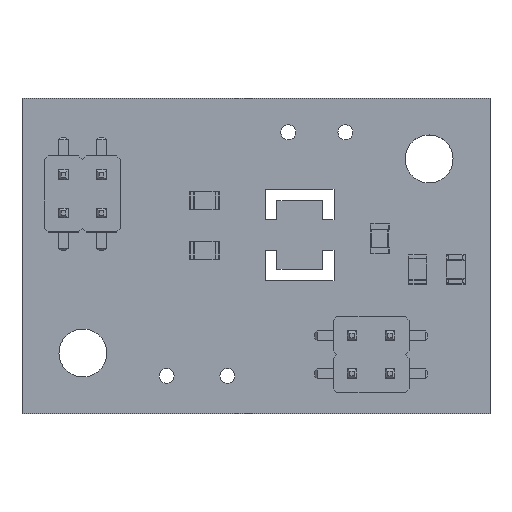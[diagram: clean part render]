
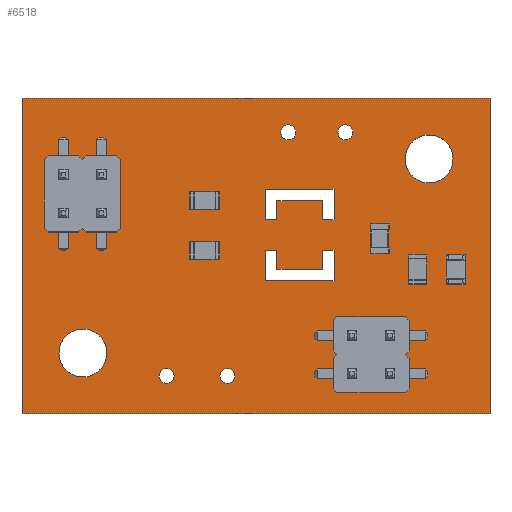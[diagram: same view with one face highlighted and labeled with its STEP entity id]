
A CAD part, top view. The second image highlights one B-rep face of the part: STEP entity #6518.
In plain terms, the highlighted planar face has unit normal (0, 0, 1).
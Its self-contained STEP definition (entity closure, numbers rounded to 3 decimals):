
#6208 = VERTEX_POINT('',#6209);
#6209 = CARTESIAN_POINT('',(138.938,-74.676,1.6));
#6215 = EDGE_CURVE('',#6208,#6216,#6218,.T.);
#6216 = VERTEX_POINT('',#6217);
#6217 = CARTESIAN_POINT('',(107.696,-74.676,1.6));
#6218 = LINE('',#6219,#6220);
#6219 = CARTESIAN_POINT('',(138.938,-74.676,1.6));
#6220 = VECTOR('',#6221,1.);
#6221 = DIRECTION('',(-1.,0.,0.));
#6248 = VERTEX_POINT('',#6249);
#6249 = CARTESIAN_POINT('',(138.938,-53.594,1.6));
#6255 = EDGE_CURVE('',#6248,#6208,#6256,.T.);
#6256 = LINE('',#6257,#6258);
#6257 = CARTESIAN_POINT('',(138.938,-53.594,1.6));
#6258 = VECTOR('',#6259,1.);
#6259 = DIRECTION('',(0.,-1.,0.));
#6277 = EDGE_CURVE('',#6216,#6278,#6280,.T.);
#6278 = VERTEX_POINT('',#6279);
#6279 = CARTESIAN_POINT('',(107.696,-53.594,1.6));
#6280 = LINE('',#6281,#6282);
#6281 = CARTESIAN_POINT('',(107.696,-74.676,1.6));
#6282 = VECTOR('',#6283,1.);
#6283 = DIRECTION('',(0.,1.,0.));
#6518 = ADVANCED_FACE('',(#6519,#6530,#6541,#6552,#6563,#6629,#6695,
    #6706,#6717),#6728,.T.);
#6519 = FACE_BOUND('',#6520,.T.);
#6520 = EDGE_LOOP('',(#6521,#6522,#6523,#6529));
#6521 = ORIENTED_EDGE('',*,*,#6215,.F.);
#6522 = ORIENTED_EDGE('',*,*,#6255,.F.);
#6523 = ORIENTED_EDGE('',*,*,#6524,.F.);
#6524 = EDGE_CURVE('',#6278,#6248,#6525,.T.);
#6525 = LINE('',#6526,#6527);
#6526 = CARTESIAN_POINT('',(107.696,-53.594,1.6));
#6527 = VECTOR('',#6528,1.);
#6528 = DIRECTION('',(1.,0.,0.));
#6529 = ORIENTED_EDGE('',*,*,#6277,.F.);
#6530 = FACE_BOUND('',#6531,.T.);
#6531 = EDGE_LOOP('',(#6532));
#6532 = ORIENTED_EDGE('',*,*,#6533,.T.);
#6533 = EDGE_CURVE('',#6534,#6534,#6536,.T.);
#6534 = VERTEX_POINT('',#6535);
#6535 = CARTESIAN_POINT('',(111.76,-72.212,1.6));
#6536 = CIRCLE('',#6537,1.6);
#6537 = AXIS2_PLACEMENT_3D('',#6538,#6539,#6540);
#6538 = CARTESIAN_POINT('',(111.76,-70.612,1.6));
#6539 = DIRECTION('',(-0.,0.,-1.));
#6540 = DIRECTION('',(0.,-1.,-0.));
#6541 = FACE_BOUND('',#6542,.T.);
#6542 = EDGE_LOOP('',(#6543));
#6543 = ORIENTED_EDGE('',*,*,#6544,.T.);
#6544 = EDGE_CURVE('',#6545,#6545,#6547,.T.);
#6545 = VERTEX_POINT('',#6546);
#6546 = CARTESIAN_POINT('',(117.348,-72.636,1.6));
#6547 = CIRCLE('',#6548,0.5);
#6548 = AXIS2_PLACEMENT_3D('',#6549,#6550,#6551);
#6549 = CARTESIAN_POINT('',(117.348,-72.136,1.6));
#6550 = DIRECTION('',(-0.,0.,-1.));
#6551 = DIRECTION('',(-0.,-1.,0.));
#6552 = FACE_BOUND('',#6553,.T.);
#6553 = EDGE_LOOP('',(#6554));
#6554 = ORIENTED_EDGE('',*,*,#6555,.T.);
#6555 = EDGE_CURVE('',#6556,#6556,#6558,.T.);
#6556 = VERTEX_POINT('',#6557);
#6557 = CARTESIAN_POINT('',(121.412,-72.636,1.6));
#6558 = CIRCLE('',#6559,0.5);
#6559 = AXIS2_PLACEMENT_3D('',#6560,#6561,#6562);
#6560 = CARTESIAN_POINT('',(121.412,-72.136,1.6));
#6561 = DIRECTION('',(-0.,0.,-1.));
#6562 = DIRECTION('',(-0.,-1.,0.));
#6563 = FACE_BOUND('',#6564,.T.);
#6564 = EDGE_LOOP('',(#6565,#6575,#6583,#6591,#6599,#6607,#6615,#6623));
#6565 = ORIENTED_EDGE('',*,*,#6566,.F.);
#6566 = EDGE_CURVE('',#6567,#6569,#6571,.T.);
#6567 = VERTEX_POINT('',#6568);
#6568 = CARTESIAN_POINT('',(123.952,-65.786,1.6));
#6569 = VERTEX_POINT('',#6570);
#6570 = CARTESIAN_POINT('',(128.524,-65.786,1.6));
#6571 = LINE('',#6572,#6573);
#6572 = CARTESIAN_POINT('',(123.952,-65.786,1.6));
#6573 = VECTOR('',#6574,1.);
#6574 = DIRECTION('',(1.,0.,0.));
#6575 = ORIENTED_EDGE('',*,*,#6576,.F.);
#6576 = EDGE_CURVE('',#6577,#6567,#6579,.T.);
#6577 = VERTEX_POINT('',#6578);
#6578 = CARTESIAN_POINT('',(123.952,-63.754,1.6));
#6579 = LINE('',#6580,#6581);
#6580 = CARTESIAN_POINT('',(123.952,-63.754,1.6));
#6581 = VECTOR('',#6582,1.);
#6582 = DIRECTION('',(0.,-1.,0.));
#6583 = ORIENTED_EDGE('',*,*,#6584,.F.);
#6584 = EDGE_CURVE('',#6585,#6577,#6587,.T.);
#6585 = VERTEX_POINT('',#6586);
#6586 = CARTESIAN_POINT('',(124.714,-63.754,1.6));
#6587 = LINE('',#6588,#6589);
#6588 = CARTESIAN_POINT('',(124.714,-63.754,1.6));
#6589 = VECTOR('',#6590,1.);
#6590 = DIRECTION('',(-1.,0.,0.));
#6591 = ORIENTED_EDGE('',*,*,#6592,.F.);
#6592 = EDGE_CURVE('',#6593,#6585,#6595,.T.);
#6593 = VERTEX_POINT('',#6594);
#6594 = CARTESIAN_POINT('',(124.714,-65.024,1.6));
#6595 = LINE('',#6596,#6597);
#6596 = CARTESIAN_POINT('',(124.714,-65.024,1.6));
#6597 = VECTOR('',#6598,1.);
#6598 = DIRECTION('',(0.,1.,0.));
#6599 = ORIENTED_EDGE('',*,*,#6600,.F.);
#6600 = EDGE_CURVE('',#6601,#6593,#6603,.T.);
#6601 = VERTEX_POINT('',#6602);
#6602 = CARTESIAN_POINT('',(127.762,-65.024,1.6));
#6603 = LINE('',#6604,#6605);
#6604 = CARTESIAN_POINT('',(127.762,-65.024,1.6));
#6605 = VECTOR('',#6606,1.);
#6606 = DIRECTION('',(-1.,0.,0.));
#6607 = ORIENTED_EDGE('',*,*,#6608,.F.);
#6608 = EDGE_CURVE('',#6609,#6601,#6611,.T.);
#6609 = VERTEX_POINT('',#6610);
#6610 = CARTESIAN_POINT('',(127.762,-63.754,1.6));
#6611 = LINE('',#6612,#6613);
#6612 = CARTESIAN_POINT('',(127.762,-63.754,1.6));
#6613 = VECTOR('',#6614,1.);
#6614 = DIRECTION('',(0.,-1.,0.));
#6615 = ORIENTED_EDGE('',*,*,#6616,.F.);
#6616 = EDGE_CURVE('',#6617,#6609,#6619,.T.);
#6617 = VERTEX_POINT('',#6618);
#6618 = CARTESIAN_POINT('',(128.524,-63.754,1.6));
#6619 = LINE('',#6620,#6621);
#6620 = CARTESIAN_POINT('',(128.524,-63.754,1.6));
#6621 = VECTOR('',#6622,1.);
#6622 = DIRECTION('',(-1.,0.,0.));
#6623 = ORIENTED_EDGE('',*,*,#6624,.F.);
#6624 = EDGE_CURVE('',#6569,#6617,#6625,.T.);
#6625 = LINE('',#6626,#6627);
#6626 = CARTESIAN_POINT('',(128.524,-65.786,1.6));
#6627 = VECTOR('',#6628,1.);
#6628 = DIRECTION('',(0.,1.,0.));
#6629 = FACE_BOUND('',#6630,.T.);
#6630 = EDGE_LOOP('',(#6631,#6641,#6649,#6657,#6665,#6673,#6681,#6689));
#6631 = ORIENTED_EDGE('',*,*,#6632,.F.);
#6632 = EDGE_CURVE('',#6633,#6635,#6637,.T.);
#6633 = VERTEX_POINT('',#6634);
#6634 = CARTESIAN_POINT('',(123.952,-61.722,1.6));
#6635 = VERTEX_POINT('',#6636);
#6636 = CARTESIAN_POINT('',(124.714,-61.722,1.6));
#6637 = LINE('',#6638,#6639);
#6638 = CARTESIAN_POINT('',(123.952,-61.722,1.6));
#6639 = VECTOR('',#6640,1.);
#6640 = DIRECTION('',(1.,0.,0.));
#6641 = ORIENTED_EDGE('',*,*,#6642,.F.);
#6642 = EDGE_CURVE('',#6643,#6633,#6645,.T.);
#6643 = VERTEX_POINT('',#6644);
#6644 = CARTESIAN_POINT('',(123.952,-59.69,1.6));
#6645 = LINE('',#6646,#6647);
#6646 = CARTESIAN_POINT('',(123.952,-59.69,1.6));
#6647 = VECTOR('',#6648,1.);
#6648 = DIRECTION('',(0.,-1.,0.));
#6649 = ORIENTED_EDGE('',*,*,#6650,.F.);
#6650 = EDGE_CURVE('',#6651,#6643,#6653,.T.);
#6651 = VERTEX_POINT('',#6652);
#6652 = CARTESIAN_POINT('',(128.524,-59.69,1.6));
#6653 = LINE('',#6654,#6655);
#6654 = CARTESIAN_POINT('',(128.524,-59.69,1.6));
#6655 = VECTOR('',#6656,1.);
#6656 = DIRECTION('',(-1.,0.,0.));
#6657 = ORIENTED_EDGE('',*,*,#6658,.F.);
#6658 = EDGE_CURVE('',#6659,#6651,#6661,.T.);
#6659 = VERTEX_POINT('',#6660);
#6660 = CARTESIAN_POINT('',(128.524,-61.722,1.6));
#6661 = LINE('',#6662,#6663);
#6662 = CARTESIAN_POINT('',(128.524,-61.722,1.6));
#6663 = VECTOR('',#6664,1.);
#6664 = DIRECTION('',(0.,1.,0.));
#6665 = ORIENTED_EDGE('',*,*,#6666,.F.);
#6666 = EDGE_CURVE('',#6667,#6659,#6669,.T.);
#6667 = VERTEX_POINT('',#6668);
#6668 = CARTESIAN_POINT('',(127.762,-61.722,1.6));
#6669 = LINE('',#6670,#6671);
#6670 = CARTESIAN_POINT('',(127.762,-61.722,1.6));
#6671 = VECTOR('',#6672,1.);
#6672 = DIRECTION('',(1.,0.,0.));
#6673 = ORIENTED_EDGE('',*,*,#6674,.F.);
#6674 = EDGE_CURVE('',#6675,#6667,#6677,.T.);
#6675 = VERTEX_POINT('',#6676);
#6676 = CARTESIAN_POINT('',(127.762,-60.452,1.6));
#6677 = LINE('',#6678,#6679);
#6678 = CARTESIAN_POINT('',(127.762,-60.452,1.6));
#6679 = VECTOR('',#6680,1.);
#6680 = DIRECTION('',(0.,-1.,0.));
#6681 = ORIENTED_EDGE('',*,*,#6682,.F.);
#6682 = EDGE_CURVE('',#6683,#6675,#6685,.T.);
#6683 = VERTEX_POINT('',#6684);
#6684 = CARTESIAN_POINT('',(124.714,-60.452,1.6));
#6685 = LINE('',#6686,#6687);
#6686 = CARTESIAN_POINT('',(124.714,-60.452,1.6));
#6687 = VECTOR('',#6688,1.);
#6688 = DIRECTION('',(1.,0.,0.));
#6689 = ORIENTED_EDGE('',*,*,#6690,.F.);
#6690 = EDGE_CURVE('',#6635,#6683,#6691,.T.);
#6691 = LINE('',#6692,#6693);
#6692 = CARTESIAN_POINT('',(124.714,-61.722,1.6));
#6693 = VECTOR('',#6694,1.);
#6694 = DIRECTION('',(0.,1.,0.));
#6695 = FACE_BOUND('',#6696,.T.);
#6696 = EDGE_LOOP('',(#6697));
#6697 = ORIENTED_EDGE('',*,*,#6698,.T.);
#6698 = EDGE_CURVE('',#6699,#6699,#6701,.T.);
#6699 = VERTEX_POINT('',#6700);
#6700 = CARTESIAN_POINT('',(125.476,-56.38,1.6));
#6701 = CIRCLE('',#6702,0.5);
#6702 = AXIS2_PLACEMENT_3D('',#6703,#6704,#6705);
#6703 = CARTESIAN_POINT('',(125.476,-55.88,1.6));
#6704 = DIRECTION('',(-0.,0.,-1.));
#6705 = DIRECTION('',(-0.,-1.,0.));
#6706 = FACE_BOUND('',#6707,.T.);
#6707 = EDGE_LOOP('',(#6708));
#6708 = ORIENTED_EDGE('',*,*,#6709,.T.);
#6709 = EDGE_CURVE('',#6710,#6710,#6712,.T.);
#6710 = VERTEX_POINT('',#6711);
#6711 = CARTESIAN_POINT('',(129.286,-56.38,1.6));
#6712 = CIRCLE('',#6713,0.5);
#6713 = AXIS2_PLACEMENT_3D('',#6714,#6715,#6716);
#6714 = CARTESIAN_POINT('',(129.286,-55.88,1.6));
#6715 = DIRECTION('',(-0.,0.,-1.));
#6716 = DIRECTION('',(-0.,-1.,0.));
#6717 = FACE_BOUND('',#6718,.T.);
#6718 = EDGE_LOOP('',(#6719));
#6719 = ORIENTED_EDGE('',*,*,#6720,.T.);
#6720 = EDGE_CURVE('',#6721,#6721,#6723,.T.);
#6721 = VERTEX_POINT('',#6722);
#6722 = CARTESIAN_POINT('',(134.874,-59.258,1.6));
#6723 = CIRCLE('',#6724,1.6);
#6724 = AXIS2_PLACEMENT_3D('',#6725,#6726,#6727);
#6725 = CARTESIAN_POINT('',(134.874,-57.658,1.6));
#6726 = DIRECTION('',(-0.,0.,-1.));
#6727 = DIRECTION('',(-0.,-1.,0.));
#6728 = PLANE('',#6729);
#6729 = AXIS2_PLACEMENT_3D('',#6730,#6731,#6732);
#6730 = CARTESIAN_POINT('',(0.,0.,1.6));
#6731 = DIRECTION('',(0.,0.,1.));
#6732 = DIRECTION('',(1.,0.,-0.));
